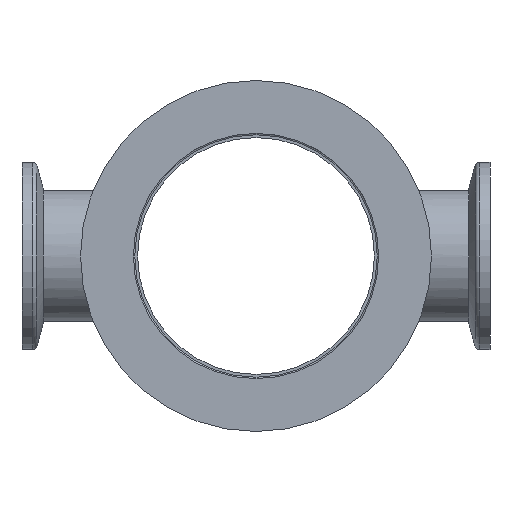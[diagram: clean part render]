
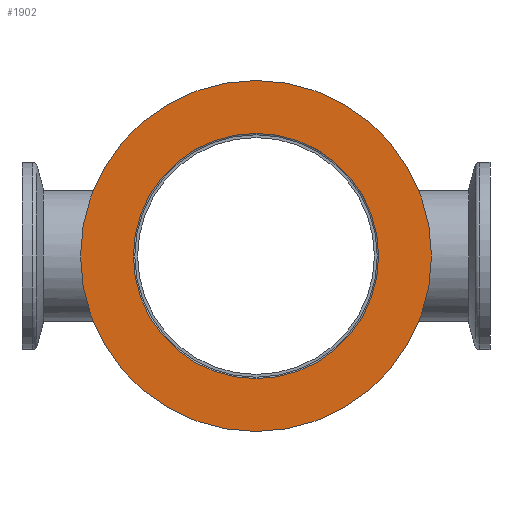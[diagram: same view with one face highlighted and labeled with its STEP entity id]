
A CAD part, left-side view. The second image highlights one B-rep face of the part: STEP entity #1902.
In plain terms, the highlighted planar face has unit normal (-1, 0, 0).
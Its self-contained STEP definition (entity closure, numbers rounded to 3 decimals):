
#11 = DIRECTION ( 'NONE',  ( 1., 0., 0. ) ) ;
#15 = AXIS2_PLACEMENT_3D ( 'NONE', #1477, #3904, #1126 ) ;
#26 = CARTESIAN_POINT ( 'NONE',  ( -4., 0., 0. ) ) ;
#196 = EDGE_CURVE ( 'NONE', #1085, #835, #4516, .T. ) ;
#347 = PLANE ( 'NONE',  #2704 ) ;
#378 = DIRECTION ( 'NONE',  ( 0., 0., 1. ) ) ;
#605 = CARTESIAN_POINT ( 'NONE',  ( -4., 0., -37.5 ) ) ;
#685 = CARTESIAN_POINT ( 'NONE',  ( -4., 0., 0. ) ) ;
#717 = ORIENTED_EDGE ( 'NONE', *, *, #1190, .T. ) ;
#835 = VERTEX_POINT ( 'NONE', #605 ) ;
#946 = DIRECTION ( 'NONE',  ( -1., 0., 0. ) ) ;
#1035 = DIRECTION ( 'NONE',  ( 0., 0., 1. ) ) ;
#1085 = VERTEX_POINT ( 'NONE', #4042 ) ;
#1089 = ORIENTED_EDGE ( 'NONE', *, *, #2300, .F. ) ;
#1126 = DIRECTION ( 'NONE',  ( 0., 0., 1. ) ) ;
#1190 = EDGE_CURVE ( 'NONE', #835, #1085, #1785, .T. ) ;
#1272 = VERTEX_POINT ( 'NONE', #2362 ) ;
#1477 = CARTESIAN_POINT ( 'NONE',  ( -4., 0., 0. ) ) ;
#1517 = AXIS2_PLACEMENT_3D ( 'NONE', #26, #2462, #378 ) ;
#1629 = AXIS2_PLACEMENT_3D ( 'NONE', #685, #3125, #1035 ) ;
#1785 = CIRCLE ( 'NONE', #3204, 37.5 ) ;
#1808 = CIRCLE ( 'NONE', #1629, 26.2 ) ;
#1902 = ADVANCED_FACE ( 'NONE', ( #2278, #4025 ), #347, .F. ) ;
#1947 = ORIENTED_EDGE ( 'NONE', *, *, #3604, .F. ) ;
#1985 = CIRCLE ( 'NONE', #1517, 26.2 ) ;
#2099 = CARTESIAN_POINT ( 'NONE',  ( -4., 0., -26.2 ) ) ;
#2239 = EDGE_LOOP ( 'NONE', ( #3501, #717 ) ) ;
#2278 = FACE_BOUND ( 'NONE', #4083, .T. ) ;
#2300 = EDGE_CURVE ( 'NONE', #3696, #1272, #1985, .T. ) ;
#2362 = CARTESIAN_POINT ( 'NONE',  ( -4., 0., 26.2 ) ) ;
#2450 = DIRECTION ( 'NONE',  ( 0., 0., -1. ) ) ;
#2462 = DIRECTION ( 'NONE',  ( -1., 0., 0. ) ) ;
#2704 = AXIS2_PLACEMENT_3D ( 'NONE', #2099, #11, #2450 ) ;
#3029 = CARTESIAN_POINT ( 'NONE',  ( -4., 0., 0. ) ) ;
#3125 = DIRECTION ( 'NONE',  ( -1., 0., 0. ) ) ;
#3204 = AXIS2_PLACEMENT_3D ( 'NONE', #3029, #946, #3368 ) ;
#3368 = DIRECTION ( 'NONE',  ( 0., 0., 1. ) ) ;
#3501 = ORIENTED_EDGE ( 'NONE', *, *, #196, .T. ) ;
#3604 = EDGE_CURVE ( 'NONE', #1272, #3696, #1808, .T. ) ;
#3696 = VERTEX_POINT ( 'NONE', #4355 ) ;
#3904 = DIRECTION ( 'NONE',  ( -1., 0., 0. ) ) ;
#4025 = FACE_OUTER_BOUND ( 'NONE', #2239, .T. ) ;
#4042 = CARTESIAN_POINT ( 'NONE',  ( -4., 0., 37.5 ) ) ;
#4083 = EDGE_LOOP ( 'NONE', ( #1947, #1089 ) ) ;
#4355 = CARTESIAN_POINT ( 'NONE',  ( -4., 0., -26.2 ) ) ;
#4516 = CIRCLE ( 'NONE', #15, 37.5 ) ;
